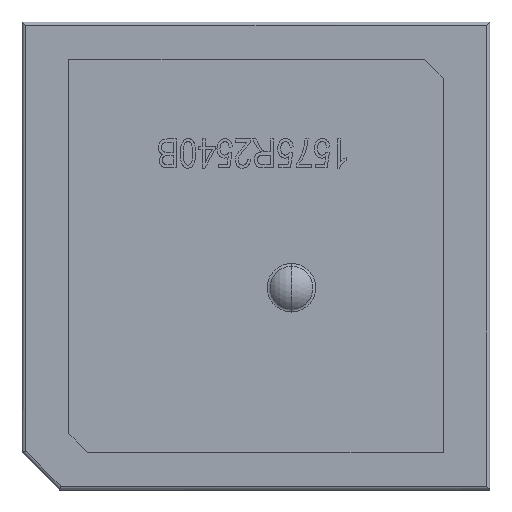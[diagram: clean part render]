
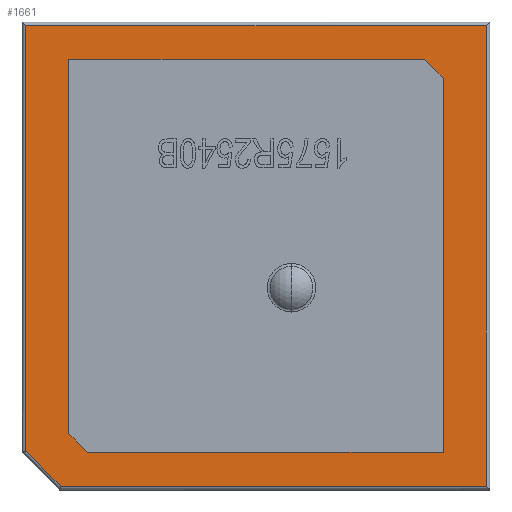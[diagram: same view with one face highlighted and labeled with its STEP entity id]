
A CAD part, top view. The second image highlights one B-rep face of the part: STEP entity #1661.
In plain terms, the highlighted planar face has unit normal (0, 0, 1).
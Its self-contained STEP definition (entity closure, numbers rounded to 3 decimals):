
#1093 = EDGE_CURVE('',#1094,#1096,#1098,.T.);
#1094 = VERTEX_POINT('',#1095);
#1095 = CARTESIAN_POINT('',(8.1,11.25,4.05));
#1096 = VERTEX_POINT('',#1097);
#1097 = CARTESIAN_POINT('',(8.1,-8.75,4.05));
#1098 = LINE('',#1099,#1100);
#1099 = CARTESIAN_POINT('',(8.1,14.25,4.05));
#1100 = VECTOR('',#1101,1.);
#1101 = DIRECTION('',(0.,-1.,0.));
#1103 = EDGE_CURVE('',#1104,#1094,#1106,.T.);
#1104 = VERTEX_POINT('',#1105);
#1105 = CARTESIAN_POINT('',(7.1,12.25,4.05));
#1106 = LINE('',#1107,#1108);
#1107 = CARTESIAN_POINT('',(7.85,11.5,4.05));
#1108 = VECTOR('',#1109,1.);
#1109 = DIRECTION('',(0.707,-0.707,0.
    ));
#1111 = EDGE_CURVE('',#1112,#1104,#1114,.T.);
#1112 = VERTEX_POINT('',#1113);
#1113 = CARTESIAN_POINT('',(-11.9,12.25,4.05));
#1114 = LINE('',#1115,#1116);
#1115 = CARTESIAN_POINT('',(10.6,12.25,4.05));
#1116 = VECTOR('',#1117,1.);
#1117 = DIRECTION('',(1.,0.,0.));
#1119 = EDGE_CURVE('',#1120,#1112,#1122,.T.);
#1120 = VERTEX_POINT('',#1121);
#1121 = CARTESIAN_POINT('',(-11.9,-7.75,4.05));
#1122 = LINE('',#1123,#1124);
#1123 = CARTESIAN_POINT('',(-11.9,14.25,4.05));
#1124 = VECTOR('',#1125,1.);
#1125 = DIRECTION('',(0.,1.,0.));
#1127 = EDGE_CURVE('',#1128,#1120,#1130,.T.);
#1128 = VERTEX_POINT('',#1129);
#1129 = CARTESIAN_POINT('',(-10.9,-8.75,4.05));
#1130 = LINE('',#1131,#1132);
#1131 = CARTESIAN_POINT('',(-11.65,-8.,4.05));
#1132 = VECTOR('',#1133,1.);
#1133 = DIRECTION('',(-0.707,0.707,0.)
  );
#1135 = EDGE_CURVE('',#1096,#1128,#1136,.T.);
#1136 = LINE('',#1137,#1138);
#1137 = CARTESIAN_POINT('',(10.6,-8.75,4.05));
#1138 = VECTOR('',#1139,1.);
#1139 = DIRECTION('',(-1.,0.,0.));
#1661 = ADVANCED_FACE('',(#1662,#1704),#1712,.T.);
#1662 = FACE_BOUND('',#1663,.T.);
#1663 = EDGE_LOOP('',(#1664,#1674,#1682,#1690,#1698));
#1664 = ORIENTED_EDGE('',*,*,#1665,.T.);
#1665 = EDGE_CURVE('',#1666,#1668,#1670,.T.);
#1666 = VERTEX_POINT('',#1667);
#1667 = CARTESIAN_POINT('',(-14.2,-8.667,4.05));
#1668 = VERTEX_POINT('',#1669);
#1669 = CARTESIAN_POINT('',(-12.317,-10.55,4.05));
#1670 = LINE('',#1671,#1672);
#1671 = CARTESIAN_POINT('',(-13.259,-9.609,4.05));
#1672 = VECTOR('',#1673,1.);
#1673 = DIRECTION('',(0.707,-0.707,0.
    ));
#1674 = ORIENTED_EDGE('',*,*,#1675,.T.);
#1675 = EDGE_CURVE('',#1668,#1676,#1678,.T.);
#1676 = VERTEX_POINT('',#1677);
#1677 = CARTESIAN_POINT('',(10.4,-10.55,4.05));
#1678 = LINE('',#1679,#1680);
#1679 = CARTESIAN_POINT('',(10.6,-10.55,4.05));
#1680 = VECTOR('',#1681,1.);
#1681 = DIRECTION('',(1.,0.,0.));
#1682 = ORIENTED_EDGE('',*,*,#1683,.T.);
#1683 = EDGE_CURVE('',#1676,#1684,#1686,.T.);
#1684 = VERTEX_POINT('',#1685);
#1685 = CARTESIAN_POINT('',(10.4,14.05,4.05));
#1686 = LINE('',#1687,#1688);
#1687 = CARTESIAN_POINT('',(10.4,14.25,4.05));
#1688 = VECTOR('',#1689,1.);
#1689 = DIRECTION('',(0.,1.,0.));
#1690 = ORIENTED_EDGE('',*,*,#1691,.T.);
#1691 = EDGE_CURVE('',#1684,#1692,#1694,.T.);
#1692 = VERTEX_POINT('',#1693);
#1693 = CARTESIAN_POINT('',(-14.2,14.05,4.05));
#1694 = LINE('',#1695,#1696);
#1695 = CARTESIAN_POINT('',(-14.4,14.05,4.05));
#1696 = VECTOR('',#1697,1.);
#1697 = DIRECTION('',(-1.,0.,0.));
#1698 = ORIENTED_EDGE('',*,*,#1699,.T.);
#1699 = EDGE_CURVE('',#1692,#1666,#1700,.T.);
#1700 = LINE('',#1701,#1702);
#1701 = CARTESIAN_POINT('',(-14.2,-8.75,4.05));
#1702 = VECTOR('',#1703,1.);
#1703 = DIRECTION('',(0.,-1.,0.));
#1704 = FACE_BOUND('',#1705,.T.);
#1705 = EDGE_LOOP('',(#1706,#1707,#1708,#1709,#1710,#1711));
#1706 = ORIENTED_EDGE('',*,*,#1103,.T.);
#1707 = ORIENTED_EDGE('',*,*,#1093,.T.);
#1708 = ORIENTED_EDGE('',*,*,#1135,.T.);
#1709 = ORIENTED_EDGE('',*,*,#1127,.T.);
#1710 = ORIENTED_EDGE('',*,*,#1119,.T.);
#1711 = ORIENTED_EDGE('',*,*,#1111,.T.);
#1712 = PLANE('',#1713);
#1713 = AXIS2_PLACEMENT_3D('',#1714,#1715,#1716);
#1714 = CARTESIAN_POINT('',(10.6,14.25,4.05));
#1715 = DIRECTION('',(0.,0.,1.));
#1716 = DIRECTION('',(0.,1.,0.));
